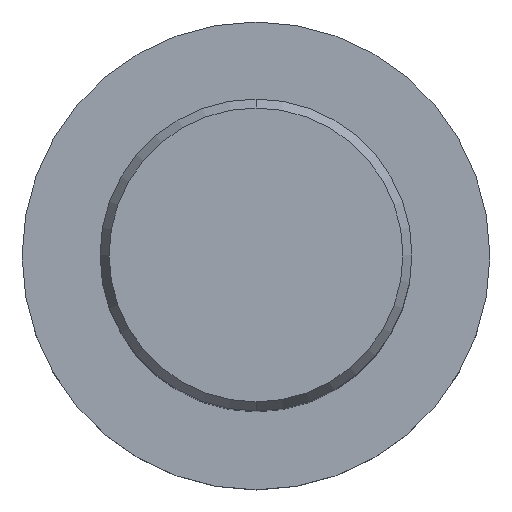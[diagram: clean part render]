
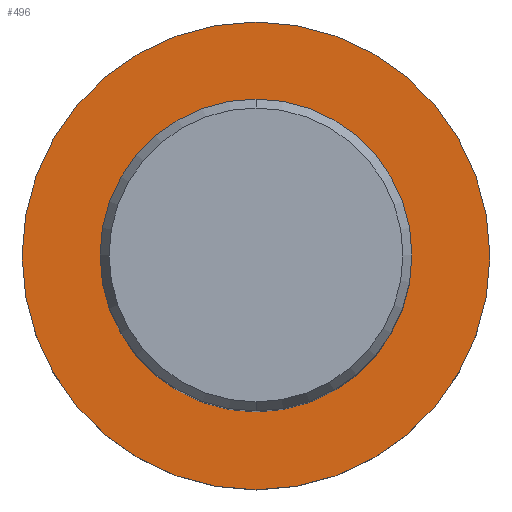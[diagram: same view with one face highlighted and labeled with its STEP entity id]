
A CAD part, top view. The second image highlights one B-rep face of the part: STEP entity #496.
In plain terms, the highlighted planar face has unit normal (0, 0, 1).
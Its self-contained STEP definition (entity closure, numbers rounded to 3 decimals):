
#268=VERTEX_POINT('',#639);
#290=EDGE_CURVE('',#268,#306,#663,.T.);
#306=VERTEX_POINT('',#680);
#322=VERTEX_POINT('',#697);
#336=EDGE_CURVE('',#404,#322,#712,.T.);
#404=VERTEX_POINT('',#789);
#454=EDGE_CURVE('',#306,#268,#841,.T.);
#456=EDGE_CURVE('',#322,#404,#843,.T.);
#496=ADVANCED_FACE('',(#886,#887),#888,.T.);
#639=CARTESIAN_POINT('',(0.0,30.0,-70.0));
#663=CIRCLE('',#1168,30.0);
#680=CARTESIAN_POINT('',(0.,-30.0,-70.0));
#697=CARTESIAN_POINT('',(0.0,20.0,-70.0));
#712=CIRCLE('',#1255,20.0);
#789=CARTESIAN_POINT('',(0.,-20.0,-70.0));
#841=CIRCLE('',#1513,30.0);
#843=CIRCLE('',#1516,20.0);
#886=FACE_BOUND('',#1602,.T.);
#887=FACE_OUTER_BOUND('',#1603,.T.);
#888=PLANE('',#1604);
#1168=AXIS2_PLACEMENT_3D('',#1843,#1844,#1845);
#1255=AXIS2_PLACEMENT_3D('',#1888,#1889,#1890);
#1513=AXIS2_PLACEMENT_3D('',#2042,#2043,#2044);
#1516=AXIS2_PLACEMENT_3D('',#2045,#2046,#2047);
#1602=EDGE_LOOP('',(#2094,#2095));
#1603=EDGE_LOOP('',(#2096,#2097));
#1604=AXIS2_PLACEMENT_3D('',#2098,#2099,#2100);
#1843=CARTESIAN_POINT('',(0.0,0.0,-70.0));
#1844=DIRECTION('',(0.0,0.0,-1.0));
#1845=DIRECTION('',(0.0,1.0,0.0));
#1888=CARTESIAN_POINT('',(0.0,0.0,-70.0));
#1889=DIRECTION('',(-0.0,0.0,-1.0));
#1890=DIRECTION('',(0.0,1.0,0.0));
#2042=CARTESIAN_POINT('',(0.0,0.0,-70.0));
#2043=DIRECTION('',(0.0,0.0,-1.0));
#2044=DIRECTION('',(0.0,1.0,0.0));
#2045=CARTESIAN_POINT('',(0.0,0.0,-70.0));
#2046=DIRECTION('',(-0.0,0.0,-1.0));
#2047=DIRECTION('',(0.0,1.0,0.0));
#2094=ORIENTED_EDGE('',*,*,#456,.T.);
#2095=ORIENTED_EDGE('',*,*,#336,.T.);
#2096=ORIENTED_EDGE('',*,*,#290,.F.);
#2097=ORIENTED_EDGE('',*,*,#454,.F.);
#2098=CARTESIAN_POINT('',(0.0,15.0,-70.0));
#2099=DIRECTION('',(-0.0,0.0,1.0));
#2100=DIRECTION('',(0.0,-1.0,0.0));
